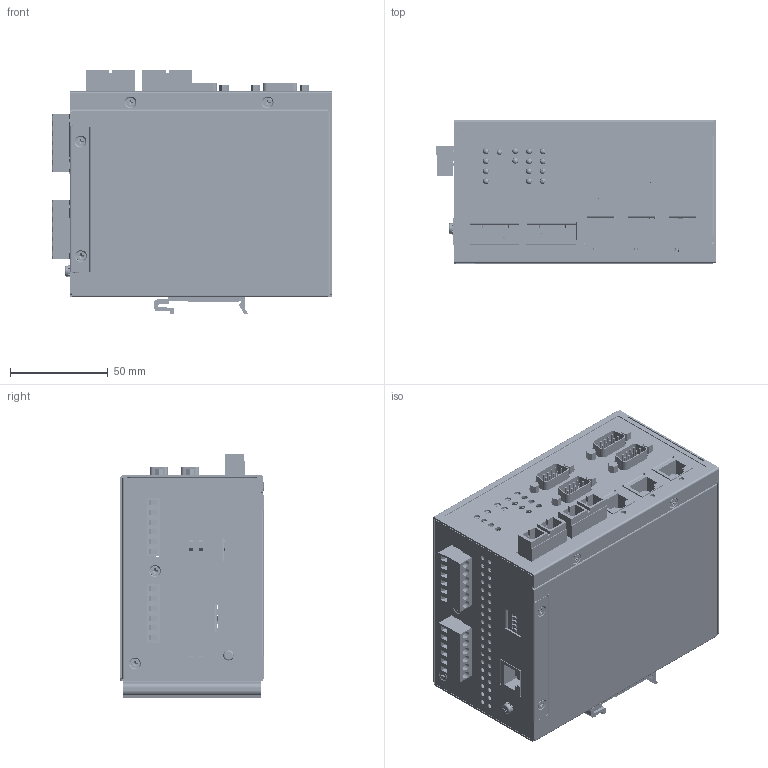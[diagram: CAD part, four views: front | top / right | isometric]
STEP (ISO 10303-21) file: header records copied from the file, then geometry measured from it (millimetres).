
FILE_DESCRIPTION((''),'2;1');
FILE_NAME('3D_NPORT_S8455I-MM-SC','2016-10-14T',('Vincent_Huang'),('PTC'),'PRO/ENGINEER BY PARAMETRIC TECHNOLOGY CORPORATION, 2013230','PRO/ENGINEER BY PARAMETRIC TECHNOLOGY CORPORATION, 2013230','');
FILE_SCHEMA(('AUTOMOTIVE_DESIGN { 1 0 10303 214 1 1 1 1 }'));
Products named in the file (1): 3D_NPORT_S8455I-MM-SC
Bounding box: 143.25 x 73.2 x 124.99 mm (x, y, z)
Volume: 173713.2 mm3; surface area: 262797 mm2
Topology: 26 solids, 161 shells, 9788 faces, 25170 edges, 16306 vertices
Faces by surface type: plane 7356, cylinder 1949, cone 208, torus 147, bspline 128
Entity records: 336547 total; most frequent: CARTESIAN_POINT 71982, ORIENTED_EDGE 50208, DIRECTION 48229, EDGE_CURVE 25120, VECTOR 19483, LINE 19483, VERTEX_POINT 16310, AXIS2_PLACEMENT_3D 14373
